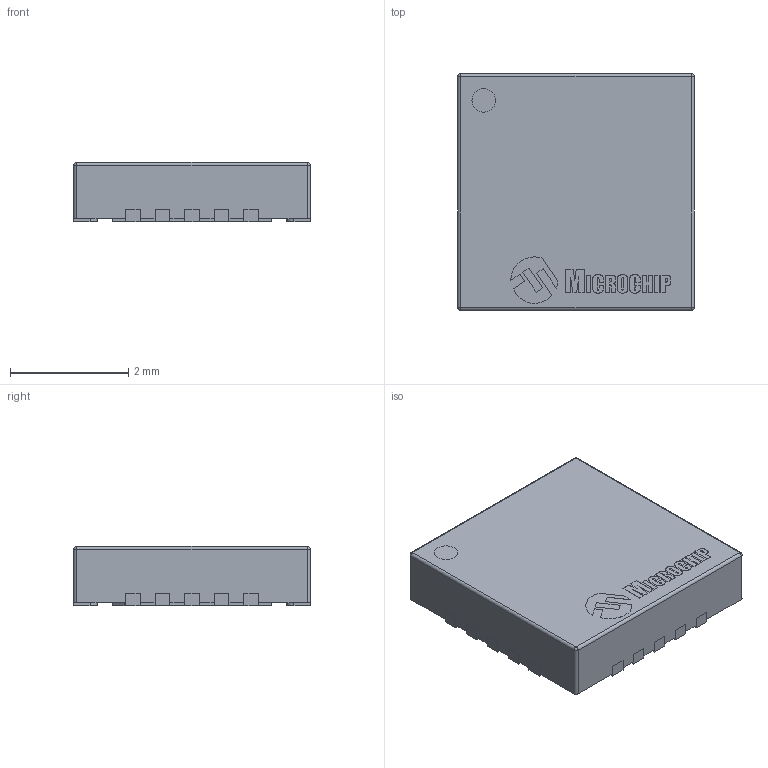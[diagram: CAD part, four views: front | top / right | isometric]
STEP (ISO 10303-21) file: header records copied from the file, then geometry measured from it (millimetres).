
FILE_DESCRIPTION(/* description */ (''),/* implementation_level */ '2;1');
FILE_NAME(/* name */ 'QFN20.stp',/* time_stamp */ '2020-05-26T10:57:18+02:00',/* author */ ('Khaled'),/* organization */ (''),/* preprocessor_version */ 'ST-DEVELOPER v17.2',/* originating_system */ 'Autodesk Inventor 2019',/* authorisation */ '');
FILE_SCHEMA (('AUTOMOTIVE_DESIGN { 1 0 10303 214 3 1 1 }'));
Length unit declared in the file: millimetre
Products named in the file (6): MAX17047G+T10; 1; 2; circle; Microchip logo; microchip
Assembly tree (5 placements, depth 2):
  MAX17047G+T10
    1
    2
    circle
    Microchip logo
    microchip
Bounding box: 4 x 4 x 1 mm (x, y, z)
Surface area: 75.3 mm2
Topology: 33 solids, 33 shells, 368 faces, 894 edges, 592 vertices
Faces by surface type: plane 276, cylinder 52, bspline 36, sphere 4
Full cylindrical faces by diameter (mm): 0.4 x1
Entity records: 11169 total; most frequent: CARTESIAN_POINT 2417, ORIENTED_EDGE 1788, DIRECTION 1612, EDGE_CURVE 894, LINE 718, VECTOR 718, VERTEX_POINT 592, AXIS2_PLACEMENT_3D 447
